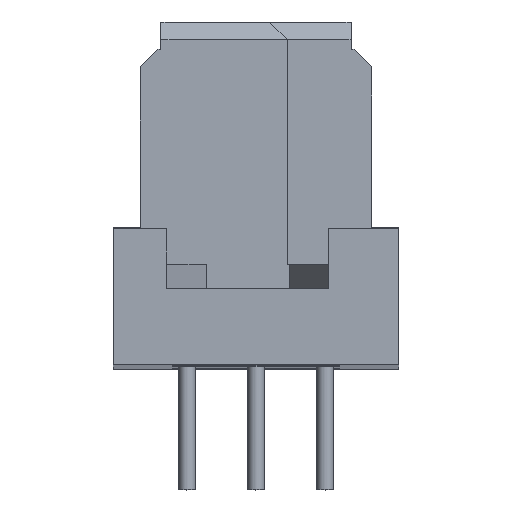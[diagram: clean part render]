
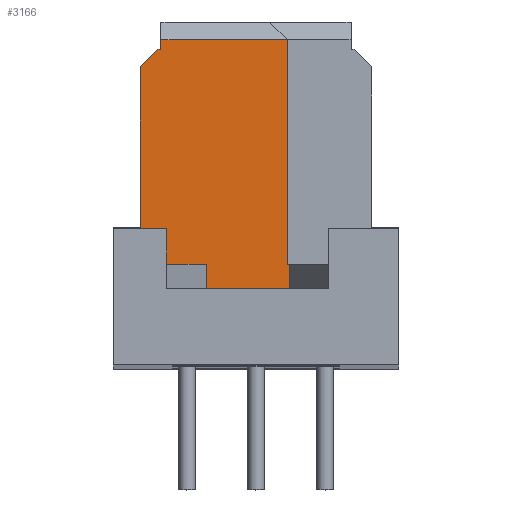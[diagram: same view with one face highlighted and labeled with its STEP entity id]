
A CAD part, top view. The second image highlights one B-rep face of the part: STEP entity #3166.
In plain terms, the highlighted planar face has unit normal (0, 0, 1).
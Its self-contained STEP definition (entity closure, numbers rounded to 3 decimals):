
#2000=LINE('',#8884,#2544);
#2002=LINE('',#8888,#2546);
#2111=LINE('',#9131,#2655);
#2126=LINE('',#9160,#2670);
#2127=LINE('',#9162,#2671);
#2128=LINE('',#9164,#2672);
#2129=LINE('',#9166,#2673);
#2130=LINE('',#9168,#2674);
#2131=LINE('',#9169,#2675);
#2132=LINE('',#9171,#2676);
#2133=LINE('',#9173,#2677);
#2544=VECTOR('',#7605,1.);
#2546=VECTOR('',#7609,1.);
#2655=VECTOR('',#7814,1.);
#2670=VECTOR('',#7839,1.);
#2671=VECTOR('',#7842,1.);
#2672=VECTOR('',#7845,1.);
#2673=VECTOR('',#7846,1.);
#2674=VECTOR('',#7847,1.);
#2675=VECTOR('',#7848,1.);
#2676=VECTOR('',#7849,1.);
#2677=VECTOR('',#7850,1.);
#3166=ADVANCED_FACE('',(#3642),#3409,.F.);
#3409=PLANE('',#6697);
#3642=FACE_OUTER_BOUND('',#3957,.T.);
#3957=EDGE_LOOP('',(#4943,#4944,#4945,#4946,#4947,#4948,#4949,#4950,#4951,
#4952,#4953));
#4943=ORIENTED_EDGE('',*,*,#6256,.F.);
#4944=ORIENTED_EDGE('',*,*,#6258,.F.);
#4945=ORIENTED_EDGE('',*,*,#6259,.F.);
#4946=ORIENTED_EDGE('',*,*,#6260,.F.);
#4947=ORIENTED_EDGE('',*,*,#6124,.F.);
#4948=ORIENTED_EDGE('',*,*,#6122,.F.);
#4949=ORIENTED_EDGE('',*,*,#6261,.F.);
#4950=ORIENTED_EDGE('',*,*,#6262,.F.);
#4951=ORIENTED_EDGE('',*,*,#6263,.F.);
#4952=ORIENTED_EDGE('',*,*,#6241,.T.);
#4953=ORIENTED_EDGE('',*,*,#6257,.F.);
#5577=VERTEX_POINT('',#8883);
#5578=VERTEX_POINT('',#8885);
#5579=VERTEX_POINT('',#8889);
#5665=VERTEX_POINT('',#9132);
#5666=VERTEX_POINT('',#9133);
#5672=VERTEX_POINT('',#9157);
#5673=VERTEX_POINT('',#9159);
#5674=VERTEX_POINT('',#9165);
#5675=VERTEX_POINT('',#9167);
#5676=VERTEX_POINT('',#9170);
#5677=VERTEX_POINT('',#9172);
#6122=EDGE_CURVE('',#5577,#5578,#2000,.T.);
#6124=EDGE_CURVE('',#5578,#5579,#2002,.T.);
#6241=EDGE_CURVE('',#5665,#5666,#2111,.T.);
#6256=EDGE_CURVE('',#5673,#5672,#2126,.T.);
#6257=EDGE_CURVE('',#5672,#5666,#2127,.T.);
#6258=EDGE_CURVE('',#5674,#5673,#2128,.T.);
#6259=EDGE_CURVE('',#5675,#5674,#2129,.T.);
#6260=EDGE_CURVE('',#5579,#5675,#2130,.T.);
#6261=EDGE_CURVE('',#5676,#5577,#2131,.T.);
#6262=EDGE_CURVE('',#5677,#5676,#2132,.T.);
#6263=EDGE_CURVE('',#5665,#5677,#2133,.T.);
#6697=AXIS2_PLACEMENT_3D('',#9174,#7851,#7852);
#7605=DIRECTION('',(0.,1.,0.));
#7609=DIRECTION('',(-1.,0.,0.));
#7814=DIRECTION('',(0.,1.,0.));
#7839=DIRECTION('',(0.,1.,0.));
#7842=DIRECTION('',(1.,0.,0.));
#7845=DIRECTION('',(1.,0.,0.));
#7846=DIRECTION('',(0.707,0.707,0.));
#7847=DIRECTION('',(0.,1.,0.));
#7848=DIRECTION('',(-1.,0.,0.));
#7849=DIRECTION('',(0.,-1.,0.));
#7850=DIRECTION('',(1.,0.,0.));
#7851=DIRECTION('',(0.,0.,-1.));
#7852=DIRECTION('',(-1.,0.,0.));
#8883=CARTESIAN_POINT('',(3.418,2.8,89.95));
#8884=CARTESIAN_POINT('',(3.418,2.8,89.95));
#8885=CARTESIAN_POINT('',(3.418,3.7,89.95));
#8888=CARTESIAN_POINT('',(3.418,3.7,89.95));
#8889=CARTESIAN_POINT('',(1.,3.7,89.95));
#9131=CARTESIAN_POINT('',(6.4,3.7,89.95));
#9132=CARTESIAN_POINT('',(6.4,3.7,89.95));
#9133=CARTESIAN_POINT('',(6.4,11.95,89.95));
#9157=CARTESIAN_POINT('',(1.76,11.95,89.95));
#9159=CARTESIAN_POINT('',(1.76,11.6,89.95));
#9160=CARTESIAN_POINT('',(1.76,11.6,89.95));
#9162=CARTESIAN_POINT('',(1.76,11.95,89.95));
#9164=CARTESIAN_POINT('',(1.65,11.6,89.95));
#9165=CARTESIAN_POINT('',(1.65,11.6,89.95));
#9166=CARTESIAN_POINT('',(1.,10.95,89.95));
#9167=CARTESIAN_POINT('',(1.,10.95,89.95));
#9168=CARTESIAN_POINT('',(1.,3.7,89.95));
#9169=CARTESIAN_POINT('',(6.482,2.8,89.95));
#9170=CARTESIAN_POINT('',(6.482,2.8,89.95));
#9171=CARTESIAN_POINT('',(6.482,3.7,89.95));
#9172=CARTESIAN_POINT('',(6.482,3.7,89.95));
#9173=CARTESIAN_POINT('',(6.4,3.7,89.95));
#9174=CARTESIAN_POINT('',(6.682,2.51,89.95));
